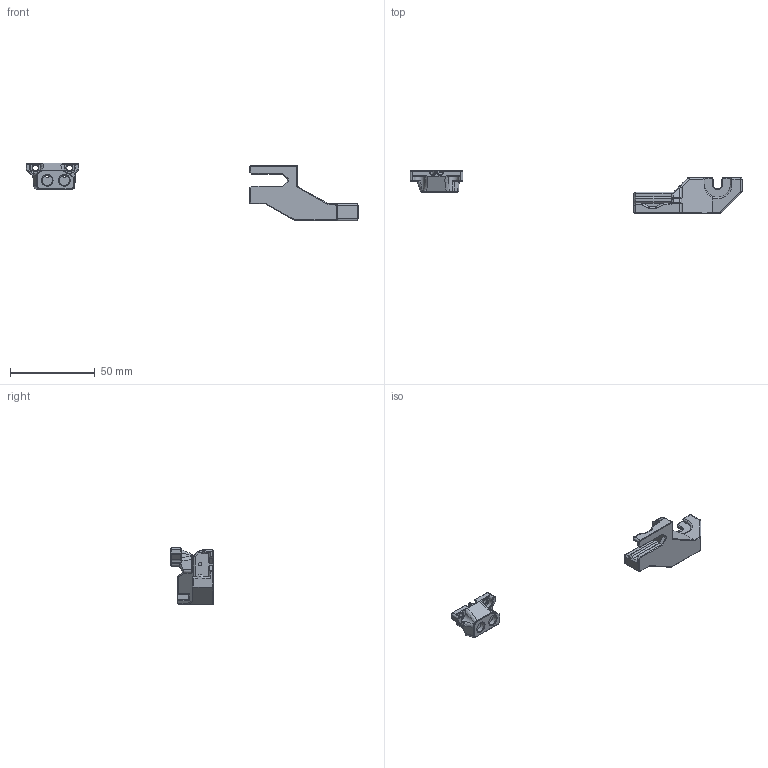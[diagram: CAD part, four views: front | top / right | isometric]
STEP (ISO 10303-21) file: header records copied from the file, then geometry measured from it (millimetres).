
FILE_DESCRIPTION(/* description */ ('','CAx-IF Rec.Pracs.---Representation and Presentation of Product Manufacturing Information (PMI)---4.0---2014-10-13'),/* implementation_level */ '2;1');
FILE_NAME(/* name */ 'Klack_HF.step',/* time_stamp */ '2024-12-13T19:13:28+02:00',/* author */ (''),/* organization */ (''),/* preprocessor_version */ 'ST-DEVELOPER v20',/* originating_system */ 'Autodesk Translation Framework v13.20.0.188',/* authorisation */ '');
FILE_SCHEMA (('AP242_MANAGED_MODEL_BASED_3D_ENGINEERING_MIM_LF { 1 0 10303 442 1 1 4 }'));
Length unit declared in the file: millimetre
Products named in the file (4): HF; Probe_Dock_HF (1) (1); 6x3mm Magnet v1 (2) (1) (2); klack_mount_0_x_hf
Assembly tree (3 placements, depth 3):
  HF
    Probe_Dock_HF (1) (1)
      6x3mm Magnet v1 (2) (1) (2)
    klack_mount_0_x_hf
Bounding box: 195.97 x 25.29 x 33.83 mm (x, y, z)
Volume: 15276.3 mm3; surface area: 7722 mm2
Topology: 3 solids, 3 shells, 365 faces, 902 edges, 537 vertices
Faces by surface type: plane 173, cylinder 81, cone 52, bspline 43, sphere 13, torus 3
Full cylindrical faces by diameter (mm): 2 x1, 2.5 x2, 3.3 x2, 6 x1, 6.1 x3
Entity records: 12998 total; most frequent: CARTESIAN_POINT 4492, ORIENTED_EDGE 1796, DIRECTION 1678, EDGE_CURVE 898, AXIS2_PLACEMENT_3D 566, LINE 546, VECTOR 546, VERTEX_POINT 537
